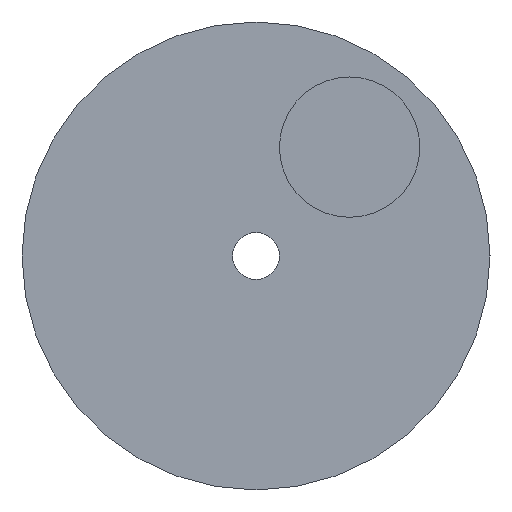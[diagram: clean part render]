
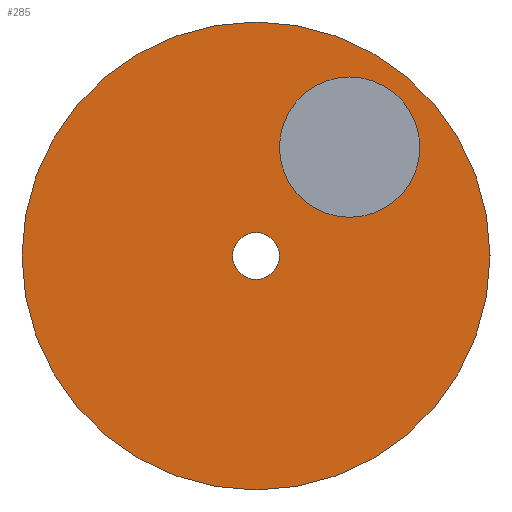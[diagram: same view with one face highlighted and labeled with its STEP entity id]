
A CAD part, left-side view. The second image highlights one B-rep face of the part: STEP entity #285.
In plain terms, the highlighted planar face has unit normal (-1, 0, 0).
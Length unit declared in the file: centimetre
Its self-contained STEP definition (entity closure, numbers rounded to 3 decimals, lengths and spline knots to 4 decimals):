
#3 = FACE_BOUND ( 'NONE', #222, .T. ) ;
#5 = AXIS2_PLACEMENT_3D ( 'NONE', #273, #335, #61 ) ;
#6 = VERTEX_POINT ( 'NONE', #76 ) ;
#8 = ORIENTED_EDGE ( 'NONE', *, *, #239, .F. ) ;
#14 = DIRECTION ( 'NONE',  ( 0., 0., -1. ) ) ;
#24 = DIRECTION ( 'NONE',  ( -1., 0., 0. ) ) ;
#31 = VERTEX_POINT ( 'NONE', #144 ) ;
#32 = CARTESIAN_POINT ( 'NONE',  ( 0., -2.0012, 2.3258 ) ) ;
#49 = EDGE_CURVE ( 'NONE', #332, #31, #149, .T. ) ;
#58 = AXIS2_PLACEMENT_3D ( 'NONE', #32, #228, #162 ) ;
#60 = EDGE_CURVE ( 'NONE', #128, #195, #97, .T. ) ;
#61 = DIRECTION ( 'NONE',  ( 0., 0., 1. ) ) ;
#64 = DIRECTION ( 'NONE',  ( 1., 0., 0. ) ) ;
#67 = EDGE_LOOP ( 'NONE', ( #8, #286 ) ) ;
#76 = CARTESIAN_POINT ( 'NONE',  ( 0., 0., 0.5 ) ) ;
#97 = CIRCLE ( 'NONE', #245, 5. ) ;
#102 = CARTESIAN_POINT ( 'NONE',  ( 0., 0., 0. ) ) ;
#103 = ORIENTED_EDGE ( 'NONE', *, *, #272, .F. ) ;
#123 = AXIS2_PLACEMENT_3D ( 'NONE', #263, #271, #142 ) ;
#128 = VERTEX_POINT ( 'NONE', #405 ) ;
#131 = VERTEX_POINT ( 'NONE', #178 ) ;
#137 = AXIS2_PLACEMENT_3D ( 'NONE', #189, #64, #282 ) ;
#140 = EDGE_LOOP ( 'NONE', ( #352, #396 ) ) ;
#142 = DIRECTION ( 'NONE',  ( 0., 0., -1. ) ) ;
#144 = CARTESIAN_POINT ( 'NONE',  ( 0., -2.0012, 3.8258 ) ) ;
#149 = CIRCLE ( 'NONE', #123, 1.5 ) ;
#158 = PLANE ( 'NONE',  #188 ) ;
#162 = DIRECTION ( 'NONE',  ( 0., 0., -1. ) ) ;
#170 = AXIS2_PLACEMENT_3D ( 'NONE', #368, #24, #191 ) ;
#172 = CARTESIAN_POINT ( 'NONE',  ( 0., 0., 0. ) ) ;
#178 = CARTESIAN_POINT ( 'NONE',  ( 0., 0., -0.5 ) ) ;
#182 = CIRCLE ( 'NONE', #170, 0.5 ) ;
#183 = CARTESIAN_POINT ( 'NONE',  ( 0., 0., -5. ) ) ;
#188 = AXIS2_PLACEMENT_3D ( 'NONE', #102, #375, #291 ) ;
#189 = CARTESIAN_POINT ( 'NONE',  ( 0., 0., 0. ) ) ;
#191 = DIRECTION ( 'NONE',  ( 0., 0., 1. ) ) ;
#195 = VERTEX_POINT ( 'NONE', #183 ) ;
#198 = EDGE_CURVE ( 'NONE', #131, #6, #210, .T. ) ;
#210 = CIRCLE ( 'NONE', #5, 0.5 ) ;
#222 = EDGE_LOOP ( 'NONE', ( #256, #103 ) ) ;
#228 = DIRECTION ( 'NONE',  ( -1., 0., 0. ) ) ;
#238 = CIRCLE ( 'NONE', #58, 1.5 ) ;
#239 = EDGE_CURVE ( 'NONE', #6, #131, #182, .T. ) ;
#245 = AXIS2_PLACEMENT_3D ( 'NONE', #172, #269, #14 ) ;
#255 = CARTESIAN_POINT ( 'NONE',  ( 0., -2.0012, 0.8258 ) ) ;
#256 = ORIENTED_EDGE ( 'NONE', *, *, #49, .F. ) ;
#259 = FACE_BOUND ( 'NONE', #67, .T. ) ;
#263 = CARTESIAN_POINT ( 'NONE',  ( 0., -2.0012, 2.3258 ) ) ;
#269 = DIRECTION ( 'NONE',  ( 1., 0., 0. ) ) ;
#271 = DIRECTION ( 'NONE',  ( -1., 0., 0. ) ) ;
#272 = EDGE_CURVE ( 'NONE', #31, #332, #238, .T. ) ;
#273 = CARTESIAN_POINT ( 'NONE',  ( 0., 0., 0. ) ) ;
#282 = DIRECTION ( 'NONE',  ( 0., 0., -1. ) ) ;
#285 = ADVANCED_FACE ( 'NONE', ( #259, #3, #320 ), #158, .F. ) ;
#286 = ORIENTED_EDGE ( 'NONE', *, *, #198, .F. ) ;
#291 = DIRECTION ( 'NONE',  ( 0., 0., -1. ) ) ;
#320 = FACE_OUTER_BOUND ( 'NONE', #140, .T. ) ;
#332 = VERTEX_POINT ( 'NONE', #255 ) ;
#335 = DIRECTION ( 'NONE',  ( -1., 0., 0. ) ) ;
#347 = CIRCLE ( 'NONE', #137, 5. ) ;
#352 = ORIENTED_EDGE ( 'NONE', *, *, #60, .F. ) ;
#368 = CARTESIAN_POINT ( 'NONE',  ( 0., 0., 0. ) ) ;
#369 = EDGE_CURVE ( 'NONE', #195, #128, #347, .T. ) ;
#375 = DIRECTION ( 'NONE',  ( 1., 0., 0. ) ) ;
#396 = ORIENTED_EDGE ( 'NONE', *, *, #369, .F. ) ;
#405 = CARTESIAN_POINT ( 'NONE',  ( 0., 0., 5. ) ) ;
